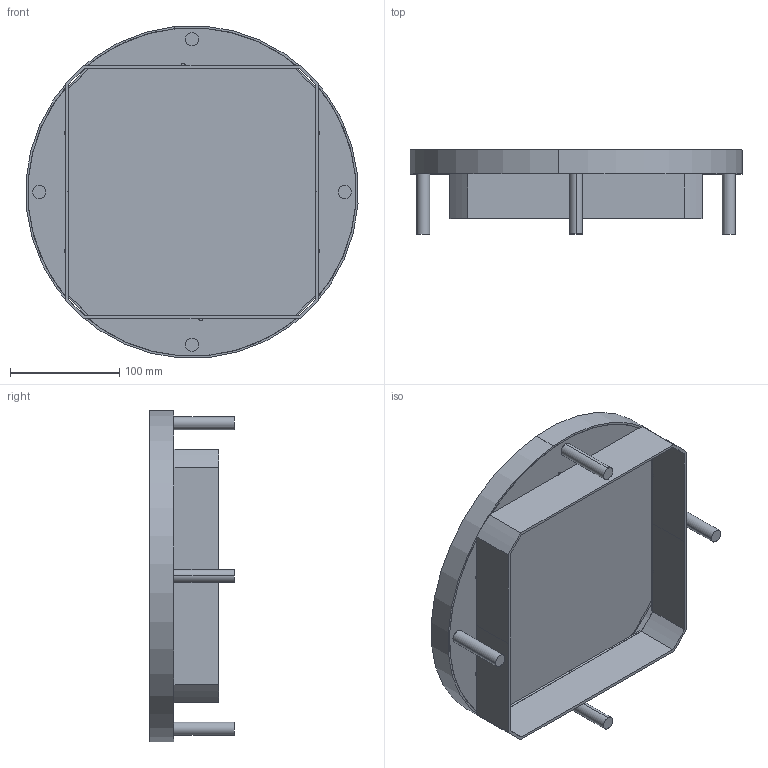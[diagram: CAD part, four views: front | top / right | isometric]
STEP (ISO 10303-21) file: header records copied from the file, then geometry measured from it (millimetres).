
FILE_DESCRIPTION((''),'2;1');
FILE_NAME('T-00973_ASM','2022-10-11T10:41:25',('letterg'),(''),'CREO PARAMETRIC BY PTC INC, 2022024','CREO PARAMETRIC BY PTC INC, 2022024','');
FILE_SCHEMA(('AUTOMOTIVE_DESIGN { 1 0 10303 214 1 1 1 1 }'));
Length unit declared in the file: millimetre
Products named in the file (13): T-00702; T-00703; T-00704; T-00708; T-00773_ASM; U09001; T-00625; T-00843_ASM; T-00687; T-00694; T-00760_ASM; T-00902_ASM; T-00973_ASM
Assembly tree (16 placements, depth 4):
  T-00973_ASM
    T-00843_ASM
      T-00773_ASM
        T-00702
        T-00703
        T-00704  x2
        T-00708
      U09001  x4
      T-00625
    T-00902_ASM
      T-00760_ASM
        T-00687
        T-00694
Bounding box: 304.26 x 77 x 304.26 mm (x, y, z)
Volume: 340118.5 mm3; surface area: 387737.9 mm2
Topology: 8 solids, 13 shells, 132 faces, 309 edges, 224 vertices
Faces by surface type: plane 72, cylinder 60
Full cylindrical faces by diameter (mm): 301 x1, 305 x1
Entity records: 12981 total; most frequent: DIRECTION 1360, PROPERTY_DEFINITION 1142, REPRESENTATION 1133, PROPERTY_DEFINITION_REPRESENTATION 1133, CARTESIAN_POINT 1077, GENERAL_PROPERTY 928, GENERAL_PROPERTY_ASSOCIATION 928, DESCRIPTIVE_REPRESENTATION_ITEM 918
